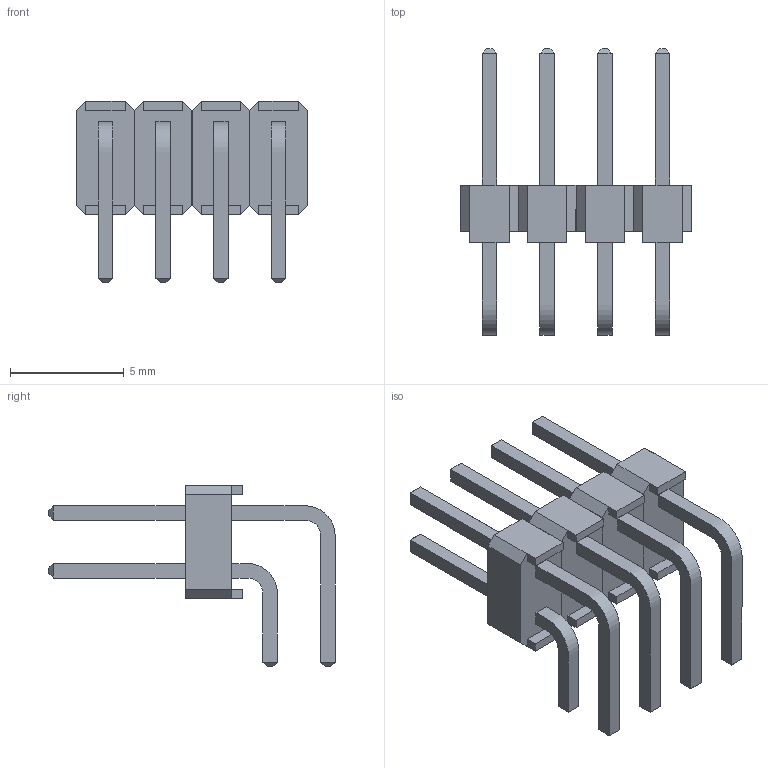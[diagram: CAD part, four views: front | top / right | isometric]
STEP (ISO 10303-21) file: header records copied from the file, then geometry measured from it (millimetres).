
FILE_DESCRIPTION (( 'STEP AP214' ), '1' );
FILE_NAME ('BG085-08-X-0600-300-0120.STEP', '2021-08-02T17:29:57', ( '' ), ( '' ), 'SwSTEP 2.0', 'SolidWorks 2020', '' );
FILE_SCHEMA (( 'AUTOMOTIVE_DESIGN' ));
Length unit declared in the file: millimetre
Products named in the file (1): BG085-08-X-0600-300-0120
Bounding box: 10.16 x 12.6 x 8 mm (x, y, z)
Volume: 149.2 mm3; surface area: 513.3 mm2
Topology: 4 solids, 4 shells, 216 faces, 560 edges, 368 vertices
Faces by surface type: plane 184, bspline 32
Entity records: 10697 total; most frequent: CARTESIAN_POINT 3065, ORIENTED_EDGE 1120, DIRECTION 946, EDGE_CURVE 560, VECTOR 512, LINE 512, VERTEX_POINT 368, EDGE_LOOP 232
